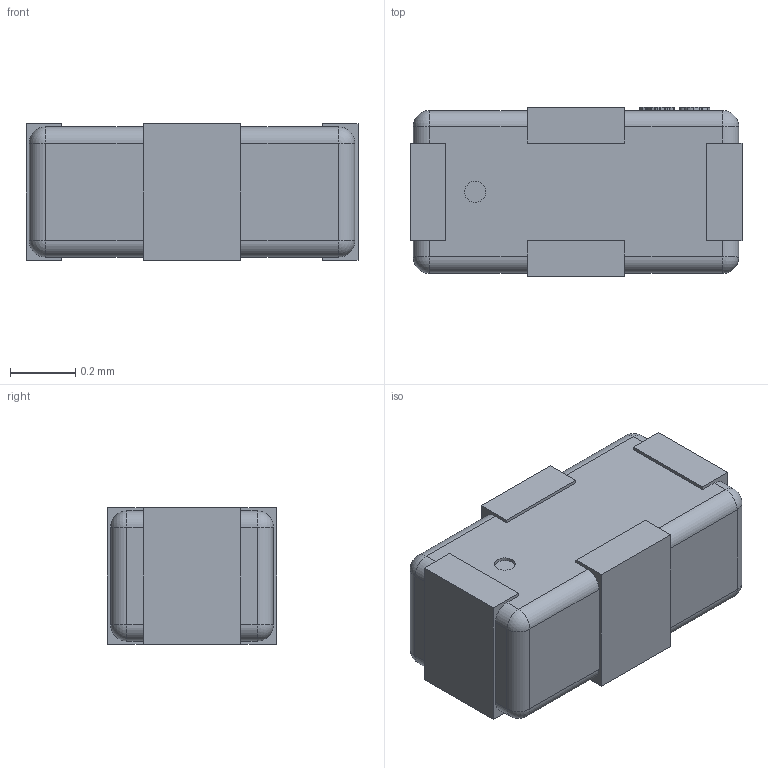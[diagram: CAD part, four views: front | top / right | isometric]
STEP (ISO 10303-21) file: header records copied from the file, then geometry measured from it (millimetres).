
FILE_DESCRIPTION (( 'STEP AP214' ), '1' );
FILE_NAME ('FILTER-SMD_4P-L1.0-W0.5-H0.4-L.step', '2022-06-24T02:56:10', ( '' ), ( '' ), 'SwSTEP 2.0', 'SolidWorks 2020', '' );
FILE_SCHEMA (( 'AUTOMOTIVE_DESIGN' ));
Length unit declared in the file: millimetre
Products named in the file (1): FILTER-SMD_4P-L1.0-W0.5-H0.4-L
Bounding box: 1.02 x 0.52 x 0.42 mm (x, y, z)
Volume: 0.2 mm3; surface area: 2.2 mm2
Topology: 1 solids, 1 shells, 352 faces, 953 edges, 622 vertices
Faces by surface type: plane 210, bspline 112, cylinder 22, sphere 8
Entity records: 15977 total; most frequent: CARTESIAN_POINT 4024, ORIENTED_EDGE 1890, DIRECTION 1243, EDGE_CURVE 945, LINE 673, VECTOR 673, VERTEX_POINT 622, EDGE_LOOP 379
